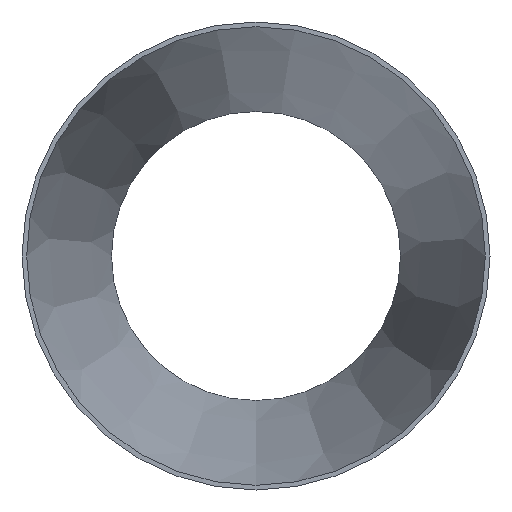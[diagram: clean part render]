
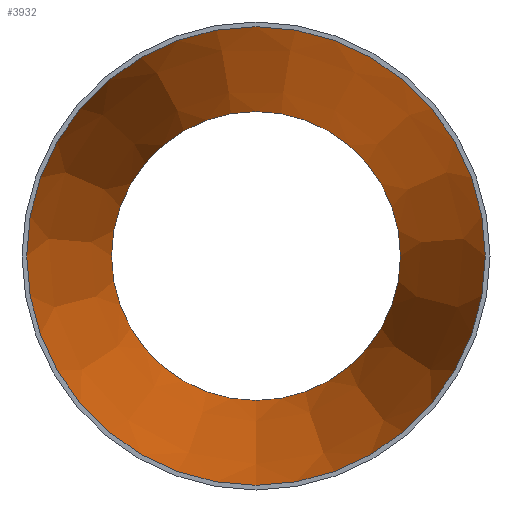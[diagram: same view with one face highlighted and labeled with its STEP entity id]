
A CAD part, front view. The second image highlights one B-rep face of the part: STEP entity #3932.
In plain terms, the highlighted conical face has half-angle 10.271 degrees and reference radius 248.919 mm.
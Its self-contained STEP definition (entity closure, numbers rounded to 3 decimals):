
#3932 = ADVANCED_FACE ( 'NONE', ( #16244, #23717 ), #47562, .F. ) ;
#5911 = ORIENTED_EDGE ( 'NONE', *, *, #27899, .F. ) ;
#6985 = VERTEX_POINT ( 'NONE', #37065 ) ;
#12394 = CARTESIAN_POINT ( 'NONE',  ( 0., 0., 0. ) ) ;
#12644 = DIRECTION ( 'NONE',  ( 0., 0., -1. ) ) ;
#12672 = DIRECTION ( 'NONE',  ( 0., -1., 0. ) ) ;
#15215 = DIRECTION ( 'NONE',  ( 0., -1., 0. ) ) ;
#15976 = DIRECTION ( 'NONE',  ( 0., 0., -1. ) ) ;
#16244 = FACE_BOUND ( 'NONE', #17113, .T. ) ;
#16273 = CARTESIAN_POINT ( 'NONE',  ( 0., 0., 0. ) ) ;
#17113 = EDGE_LOOP ( 'NONE', ( #5911 ) ) ;
#17790 = CARTESIAN_POINT ( 'NONE',  ( 0., 508., -156.869 ) ) ;
#22607 = CIRCLE ( 'NONE', #48027, 156.869 ) ;
#23276 = AXIS2_PLACEMENT_3D ( 'NONE', #16273, #12672, #39911 ) ;
#23717 = FACE_OUTER_BOUND ( 'NONE', #28089, .T. ) ;
#25390 = AXIS2_PLACEMENT_3D ( 'NONE', #12394, #39377, #12644 ) ;
#25936 = ORIENTED_EDGE ( 'NONE', *, *, #28908, .T. ) ;
#27282 = CARTESIAN_POINT ( 'NONE',  ( 0., 508., 0. ) ) ;
#27899 = EDGE_CURVE ( 'NONE', #45302, #45302, #22607, .T. ) ;
#28089 = EDGE_LOOP ( 'NONE', ( #25936 ) ) ;
#28908 = EDGE_CURVE ( 'NONE', #6985, #6985, #50359, .T. ) ;
#37065 = CARTESIAN_POINT ( 'NONE',  ( 0., 0., -248.919 ) ) ;
#39377 = DIRECTION ( 'NONE',  ( 0., -1., 0. ) ) ;
#39911 = DIRECTION ( 'NONE',  ( 0., 0., -1. ) ) ;
#45302 = VERTEX_POINT ( 'NONE', #17790 ) ;
#47562 = CONICAL_SURFACE ( 'NONE', #25390, 248.919, 0.179 ) ;
#48027 = AXIS2_PLACEMENT_3D ( 'NONE', #27282, #15215, #15976 ) ;
#50359 = CIRCLE ( 'NONE', #23276, 248.919 ) ;
